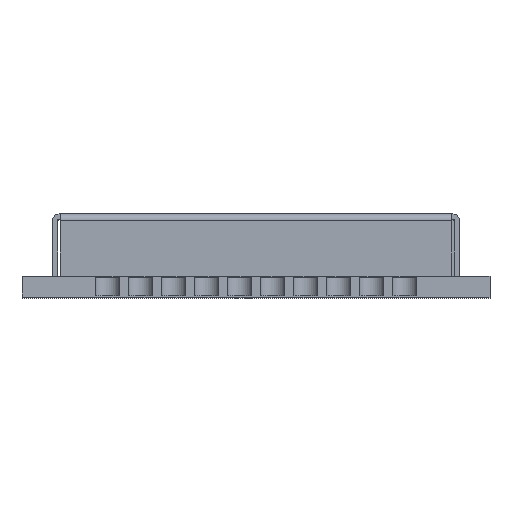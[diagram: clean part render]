
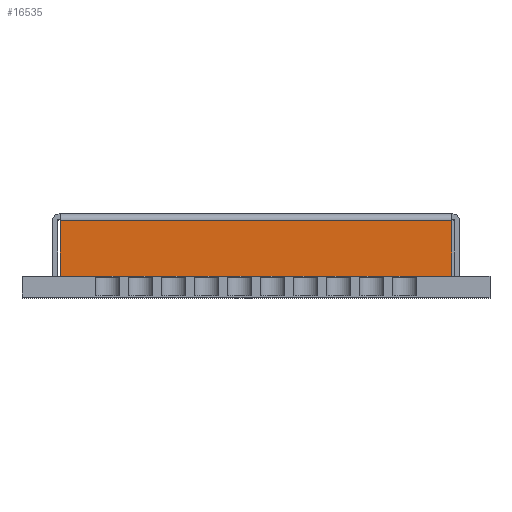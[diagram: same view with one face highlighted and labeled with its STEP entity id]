
A CAD part, top view. The second image highlights one B-rep face of the part: STEP entity #16535.
In plain terms, the highlighted planar face has unit normal (0, 0, 1).
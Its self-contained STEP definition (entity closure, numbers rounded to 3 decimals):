
#96 = DIRECTION ( 'NONE',  ( 1., 0., 0. ) ) ;
#1373 = DIRECTION ( 'NONE',  ( 0., 1., 0. ) ) ;
#2624 = DIRECTION ( 'NONE',  ( -1., 0., 0. ) ) ;
#4022 = CARTESIAN_POINT ( 'NONE',  ( 7.523, 2.95, 11.6 ) ) ;
#4937 = EDGE_CURVE ( 'NONE', #7690, #20590, #20968, .T. ) ;
#5806 = CARTESIAN_POINT ( 'NONE',  ( 7.523, 0.8, 11.6 ) ) ;
#6050 = LINE ( 'NONE', #10733, #16460 ) ;
#6337 = CARTESIAN_POINT ( 'NONE',  ( 7.825, 3., 11.6 ) ) ;
#7180 = LINE ( 'NONE', #16395, #17572 ) ;
#7199 = EDGE_CURVE ( 'NONE', #15841, #7690, #6050, .T. ) ;
#7690 = VERTEX_POINT ( 'NONE', #4022 ) ;
#7892 = LINE ( 'NONE', #20000, #20300 ) ;
#8130 = DIRECTION ( 'NONE',  ( 1., 0., 0. ) ) ;
#9082 = VECTOR ( 'NONE', #2624, 1000. ) ;
#9292 = EDGE_CURVE ( 'NONE', #13613, #20590, #7892, .T. ) ;
#9368 = ORIENTED_EDGE ( 'NONE', *, *, #9292, .F. ) ;
#9800 = CARTESIAN_POINT ( 'NONE',  ( -7.523, 0.8, 11.6 ) ) ;
#10733 = CARTESIAN_POINT ( 'NONE',  ( 7.523, 3., 11.6 ) ) ;
#10926 = CARTESIAN_POINT ( 'NONE',  ( 7.825, 2.95, 11.6 ) ) ;
#10994 = EDGE_LOOP ( 'NONE', ( #20714, #17629, #9368, #15441 ) ) ;
#12476 = DIRECTION ( 'NONE',  ( 0., 1., 0. ) ) ;
#12832 = DIRECTION ( 'NONE',  ( 0., 0., 1. ) ) ;
#13613 = VERTEX_POINT ( 'NONE', #9800 ) ;
#15147 = AXIS2_PLACEMENT_3D ( 'NONE', #6337, #12832, #8130 ) ;
#15441 = ORIENTED_EDGE ( 'NONE', *, *, #18192, .T. ) ;
#15841 = VERTEX_POINT ( 'NONE', #5806 ) ;
#15892 = PLANE ( 'NONE',  #15147 ) ;
#16395 = CARTESIAN_POINT ( 'NONE',  ( 7.523, 0.8, 11.6 ) ) ;
#16460 = VECTOR ( 'NONE', #12476, 1000. ) ;
#16535 = ADVANCED_FACE ( 'NONE', ( #20471 ), #15892, .T. ) ;
#17233 = CARTESIAN_POINT ( 'NONE',  ( -7.523, 2.95, 11.6 ) ) ;
#17572 = VECTOR ( 'NONE', #96, 1000. ) ;
#17629 = ORIENTED_EDGE ( 'NONE', *, *, #4937, .T. ) ;
#18192 = EDGE_CURVE ( 'NONE', #13613, #15841, #7180, .T. ) ;
#20000 = CARTESIAN_POINT ( 'NONE',  ( -7.523, 3., 11.6 ) ) ;
#20300 = VECTOR ( 'NONE', #1373, 1000. ) ;
#20471 = FACE_OUTER_BOUND ( 'NONE', #10994, .T. ) ;
#20590 = VERTEX_POINT ( 'NONE', #17233 ) ;
#20714 = ORIENTED_EDGE ( 'NONE', *, *, #7199, .T. ) ;
#20968 = LINE ( 'NONE', #10926, #9082 ) ;
